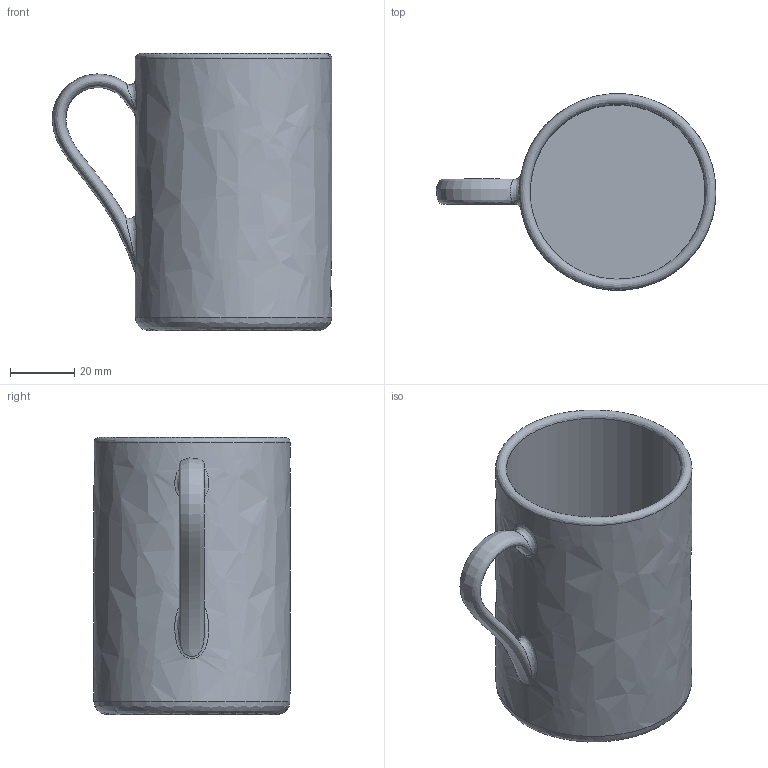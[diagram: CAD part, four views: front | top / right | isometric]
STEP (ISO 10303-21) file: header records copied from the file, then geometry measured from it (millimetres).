
FILE_DESCRIPTION(('FreeCAD Model'),'2;1');
FILE_NAME('Open CASCADE Shape Model','2025-05-03T19:05:41',('FreeCAD'),( 'FreeCAD'),'Open CASCADE STEP processor 7.6','FreeCAD','Unknown');
FILE_SCHEMA(('AUTOMOTIVE_DESIGN { 1 0 10303 214 1 1 1 1 }'));
Length unit declared in the file: millimetre
Products named in the file (1): Open CASCADE STEP translator 7.6 1
Bounding box: 87.36 x 61.36 x 86.58 mm (x, y, z)
Volume: 60089.4 mm3; surface area: 37855 mm2
Topology: 1 solids, 1 shells, 9 faces, 26 edges, 17 vertices
Faces by surface type: bspline 9
Entity records: 1760 total; most frequent: CARTESIAN_POINT 1599, ORIENTED_EDGE 52, EDGE_CURVE 26, VERTEX_POINT 17, B_SPLINE_CURVE_WITH_KNOTS 17, ADVANCED_FACE 9, FACE_BOUND 9, EDGE_LOOP 9
